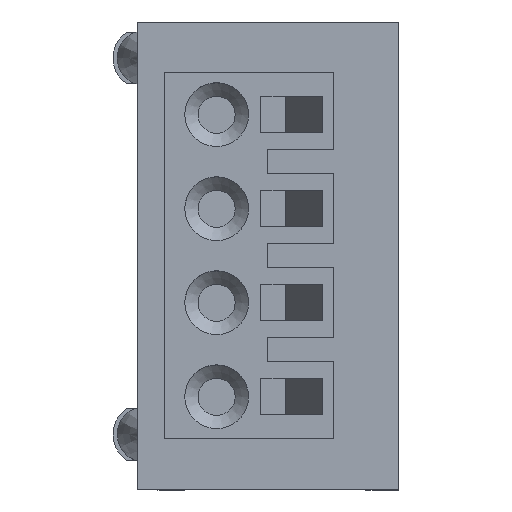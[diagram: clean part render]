
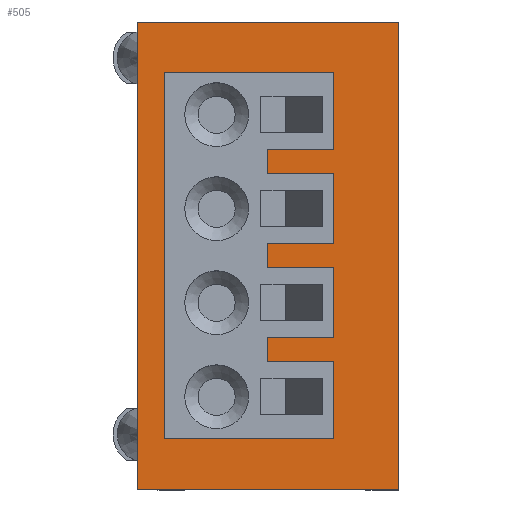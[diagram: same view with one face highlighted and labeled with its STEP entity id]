
A CAD part, top view. The second image highlights one B-rep face of the part: STEP entity #505.
In plain terms, the highlighted planar face has unit normal (0, 0, 1).
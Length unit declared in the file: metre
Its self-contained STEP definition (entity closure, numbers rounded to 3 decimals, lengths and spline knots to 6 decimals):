
#505 = ADVANCED_FACE( '', ( #1041, #1042 ), #1043, .T. );
#1041 = FACE_BOUND( '', #1724, .T. );
#1042 = FACE_OUTER_BOUND( '', #1725, .T. );
#1043 = PLANE( '', #1726 );
#1724 = EDGE_LOOP( '', ( #3139, #3140, #3141, #3142, #3143, #3144, #3145, #3146, #3147, #3148, #3149, #3150, #3151, #3152, #3153, #3154 ) );
#1725 = EDGE_LOOP( '', ( #3155, #3156, #3157, #3158 ) );
#1726 = AXIS2_PLACEMENT_3D( '', #3159, #3160, #3161 );
#3139 = ORIENTED_EDGE( '', *, *, #3769, .T. );
#3140 = ORIENTED_EDGE( '', *, *, #3233, .T. );
#3141 = ORIENTED_EDGE( '', *, *, #3535, .T. );
#3142 = ORIENTED_EDGE( '', *, *, #3722, .F. );
#3143 = ORIENTED_EDGE( '', *, *, #3746, .F. );
#3144 = ORIENTED_EDGE( '', *, *, #3651, .F. );
#3145 = ORIENTED_EDGE( '', *, *, #3719, .F. );
#3146 = ORIENTED_EDGE( '', *, *, #3450, .F. );
#3147 = ORIENTED_EDGE( '', *, *, #3798, .F. );
#3148 = ORIENTED_EDGE( '', *, *, #3782, .F. );
#3149 = ORIENTED_EDGE( '', *, *, #3727, .F. );
#3150 = ORIENTED_EDGE( '', *, *, #3399, .F. );
#3151 = ORIENTED_EDGE( '', *, *, #3621, .F. );
#3152 = ORIENTED_EDGE( '', *, *, #3255, .F. );
#3153 = ORIENTED_EDGE( '', *, *, #3800, .F. );
#3154 = ORIENTED_EDGE( '', *, *, #3761, .F. );
#3155 = ORIENTED_EDGE( '', *, *, #3529, .T. );
#3156 = ORIENTED_EDGE( '', *, *, #3712, .F. );
#3157 = ORIENTED_EDGE( '', *, *, #3267, .T. );
#3158 = ORIENTED_EDGE( '', *, *, #3460, .T. );
#3159 = CARTESIAN_POINT( '', ( -0.00127, -0.002285, 0.01258 ) );
#3160 = DIRECTION( '', ( 0., 0., 1. ) );
#3161 = DIRECTION( '', ( 1., 0., 0. ) );
#3233 = EDGE_CURVE( '', #3812, #3813, #3814, .T. );
#3255 = EDGE_CURVE( '', #3850, #3852, #3853, .T. );
#3267 = EDGE_CURVE( '', #3874, #3872, #3875, .T. );
#3399 = EDGE_CURVE( '', #4102, #4104, #4105, .T. );
#3450 = EDGE_CURVE( '', #4187, #4188, #4189, .T. );
#3460 = EDGE_CURVE( '', #3872, #4201, #4203, .T. );
#3529 = EDGE_CURVE( '', #4201, #4306, #4308, .T. );
#3535 = EDGE_CURVE( '', #3813, #4316, #4317, .T. );
#3621 = EDGE_CURVE( '', #3852, #4102, #4444, .T. );
#3651 = EDGE_CURVE( '', #4482, #4484, #4485, .T. );
#3712 = EDGE_CURVE( '', #3874, #4306, #4556, .T. );
#3719 = EDGE_CURVE( '', #4188, #4482, #4563, .T. );
#3722 = EDGE_CURVE( '', #4566, #4316, #4567, .T. );
#3727 = EDGE_CURVE( '', #4104, #4572, #4573, .T. );
#3746 = EDGE_CURVE( '', #4484, #4566, #4596, .T. );
#3761 = EDGE_CURVE( '', #4611, #4613, #4614, .T. );
#3769 = EDGE_CURVE( '', #4611, #3812, #4622, .T. );
#3782 = EDGE_CURVE( '', #4572, #4636, #4637, .T. );
#3798 = EDGE_CURVE( '', #4636, #4187, #4653, .T. );
#3800 = EDGE_CURVE( '', #4613, #3850, #4655, .T. );
#3812 = VERTEX_POINT( '', #4667 );
#3813 = VERTEX_POINT( '', #4668 );
#3814 = LINE( '', #4669, #4670 );
#3850 = VERTEX_POINT( '', #4741 );
#3852 = VERTEX_POINT( '', #4744 );
#3853 = LINE( '', #4745, #4746 );
#3872 = VERTEX_POINT( '', #4771 );
#3874 = VERTEX_POINT( '', #4774 );
#3875 = LINE( '', #4775, #4776 );
#4102 = VERTEX_POINT( '', #5114 );
#4104 = VERTEX_POINT( '', #5117 );
#4105 = LINE( '', #5118, #5119 );
#4187 = VERTEX_POINT( '', #5228 );
#4188 = VERTEX_POINT( '', #5229 );
#4189 = LINE( '', #5230, #5231 );
#4201 = VERTEX_POINT( '', #5249 );
#4203 = LINE( '', #5252, #5253 );
#4306 = VERTEX_POINT( '', #5437 );
#4308 = LINE( '', #5440, #5441 );
#4316 = VERTEX_POINT( '', #5453 );
#4317 = LINE( '', #5454, #5455 );
#4444 = LINE( '', #5689, #5690 );
#4482 = VERTEX_POINT( '', #5744 );
#4484 = VERTEX_POINT( '', #5747 );
#4485 = LINE( '', #5748, #5749 );
#4556 = LINE( '', #5870, #5871 );
#4563 = LINE( '', #5902, #5903 );
#4566 = VERTEX_POINT( '', #5906 );
#4567 = LINE( '', #5907, #5908 );
#4572 = VERTEX_POINT( '', #5915 );
#4573 = LINE( '', #5916, #5917 );
#4596 = LINE( '', #5945, #5946 );
#4611 = VERTEX_POINT( '', #5967 );
#4613 = VERTEX_POINT( '', #5970 );
#4614 = LINE( '', #5971, #5972 );
#4622 = LINE( '', #5981, #5982 );
#4636 = VERTEX_POINT( '', #6004 );
#4637 = LINE( '', #6005, #6006 );
#4653 = LINE( '', #6031, #6032 );
#4655 = LINE( '', #6034, #6035 );
#4667 = CARTESIAN_POINT( '', ( -0.0095, -0.002045, 0.01258 ) );
#4668 = CARTESIAN_POINT( '', ( -0.0095, 0.015755, 0.01258 ) );
#4669 = CARTESIAN_POINT( '', ( -0.0095, -0.002285, 0.01258 ) );
#4670 = VECTOR( '', #6047, 1. );
#4741 = CARTESIAN_POINT( '', ( -0.0045, 0.00171, 0.01258 ) );
#4744 = CARTESIAN_POINT( '', ( -0.0045, 0.00286, 0.01258 ) );
#4745 = CARTESIAN_POINT( '', ( -0.0045, 0.00171, 0.01258 ) );
#4746 = VECTOR( '', #6069, 1. );
#4771 = CARTESIAN_POINT( '', ( 0.0019, -0.004505, 0.01258 ) );
#4774 = CARTESIAN_POINT( '', ( -0.0108, -0.004505, 0.01258 ) );
#4775 = CARTESIAN_POINT( '', ( -0.0108, -0.004505, 0.01258 ) );
#4776 = VECTOR( '', #6083, 1. );
#5114 = CARTESIAN_POINT( '', ( -0.00127, 0.00286, 0.01258 ) );
#5117 = CARTESIAN_POINT( '', ( -0.00127, 0.00628, 0.01258 ) );
#5118 = CARTESIAN_POINT( '', ( -0.00127, -0.002285, 0.01258 ) );
#5119 = VECTOR( '', #6214, 1. );
#5228 = CARTESIAN_POINT( '', ( -0.00127, 0.00743, 0.01258 ) );
#5229 = CARTESIAN_POINT( '', ( -0.00127, 0.01085, 0.01258 ) );
#5230 = CARTESIAN_POINT( '', ( -0.00127, -0.002285, 0.01258 ) );
#5231 = VECTOR( '', #6275, 1. );
#5249 = CARTESIAN_POINT( '', ( 0.0019, 0.018215, 0.01258 ) );
#5252 = CARTESIAN_POINT( '', ( 0.0019, -0.002285, 0.01258 ) );
#5253 = VECTOR( '', #6283, 1. );
#5437 = CARTESIAN_POINT( '', ( -0.0108, 0.018215, 0.01258 ) );
#5440 = CARTESIAN_POINT( '', ( 0.0019, 0.018215, 0.01258 ) );
#5441 = VECTOR( '', #6348, 1. );
#5453 = CARTESIAN_POINT( '', ( -0.00127, 0.015755, 0.01258 ) );
#5454 = CARTESIAN_POINT( '', ( -0.014652, 0.015755, 0.01258 ) );
#5455 = VECTOR( '', #6353, 1. );
#5689 = CARTESIAN_POINT( '', ( -0.0045, 0.00286, 0.01258 ) );
#5690 = VECTOR( '', #6435, 1. );
#5744 = CARTESIAN_POINT( '', ( -0.0045, 0.01085, 0.01258 ) );
#5747 = CARTESIAN_POINT( '', ( -0.0045, 0.012, 0.01258 ) );
#5748 = CARTESIAN_POINT( '', ( -0.0045, 0.01085, 0.01258 ) );
#5749 = VECTOR( '', #6469, 1. );
#5870 = CARTESIAN_POINT( '', ( -0.0108, -0.002285, 0.01258 ) );
#5871 = VECTOR( '', #6519, 1. );
#5902 = CARTESIAN_POINT( '', ( -0.0012, 0.01085, 0.01258 ) );
#5903 = VECTOR( '', #6523, 1. );
#5906 = CARTESIAN_POINT( '', ( -0.00127, 0.012, 0.01258 ) );
#5907 = CARTESIAN_POINT( '', ( -0.00127, -0.002285, 0.01258 ) );
#5908 = VECTOR( '', #6524, 1. );
#5915 = CARTESIAN_POINT( '', ( -0.0045, 0.00628, 0.01258 ) );
#5916 = CARTESIAN_POINT( '', ( -0.0012, 0.00628, 0.01258 ) );
#5917 = VECTOR( '', #6527, 1. );
#5945 = CARTESIAN_POINT( '', ( -0.0045, 0.012, 0.01258 ) );
#5946 = VECTOR( '', #6548, 1. );
#5967 = CARTESIAN_POINT( '', ( -0.00127, -0.002045, 0.01258 ) );
#5970 = CARTESIAN_POINT( '', ( -0.00127, 0.00171, 0.01258 ) );
#5971 = CARTESIAN_POINT( '', ( -0.00127, -0.002285, 0.01258 ) );
#5972 = VECTOR( '', #6559, 1. );
#5981 = CARTESIAN_POINT( '', ( 0.000521, -0.002045, 0.01258 ) );
#5982 = VECTOR( '', #6564, 1. );
#6004 = CARTESIAN_POINT( '', ( -0.0045, 0.00743, 0.01258 ) );
#6005 = CARTESIAN_POINT( '', ( -0.0045, 0.00628, 0.01258 ) );
#6006 = VECTOR( '', #6571, 1. );
#6031 = CARTESIAN_POINT( '', ( -0.0045, 0.00743, 0.01258 ) );
#6032 = VECTOR( '', #6575, 1. );
#6034 = CARTESIAN_POINT( '', ( -0.0012, 0.00171, 0.01258 ) );
#6035 = VECTOR( '', #6576, 1. );
#6047 = DIRECTION( '', ( 0., 1., 0. ) );
#6069 = DIRECTION( '', ( 0., 1., 0. ) );
#6083 = DIRECTION( '', ( 1., 0., 0. ) );
#6214 = DIRECTION( '', ( 0., 1., 0. ) );
#6275 = DIRECTION( '', ( 0., 1., 0. ) );
#6283 = DIRECTION( '', ( 0., 1., 0. ) );
#6348 = DIRECTION( '', ( -1., 0., 0. ) );
#6353 = DIRECTION( '', ( 1., 0., 0. ) );
#6435 = DIRECTION( '', ( 1., 0., 0. ) );
#6469 = DIRECTION( '', ( 0., 1., 0. ) );
#6519 = DIRECTION( '', ( 0., 1., 0. ) );
#6523 = DIRECTION( '', ( -1., 0., 0. ) );
#6524 = DIRECTION( '', ( 0., 1., 0. ) );
#6527 = DIRECTION( '', ( -1., 0., 0. ) );
#6548 = DIRECTION( '', ( 1., 0., 0. ) );
#6559 = DIRECTION( '', ( 0., 1., 0. ) );
#6564 = DIRECTION( '', ( -1., 0., 0. ) );
#6571 = DIRECTION( '', ( 0., 1., 0. ) );
#6575 = DIRECTION( '', ( 1., 0., 0. ) );
#6576 = DIRECTION( '', ( -1., 0., 0. ) );
